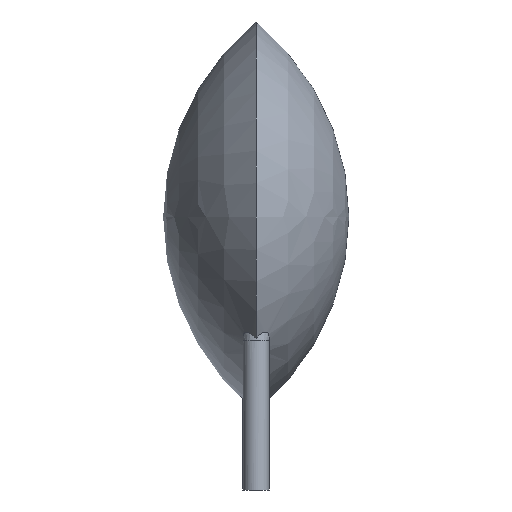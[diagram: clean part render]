
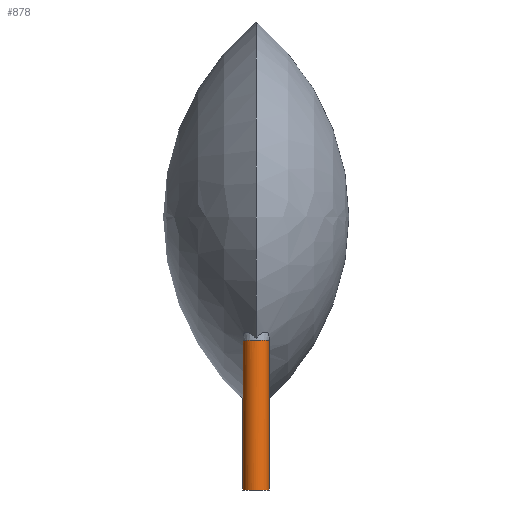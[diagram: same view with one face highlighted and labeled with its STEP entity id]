
A CAD part, left-side view. The second image highlights one B-rep face of the part: STEP entity #878.
In plain terms, the highlighted cylindrical face has radius 0.35 mm (diameter 0.7 mm), a full revolution.
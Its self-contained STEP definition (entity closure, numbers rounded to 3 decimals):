
#547 = VERTEX_POINT('',#548);
#548 = CARTESIAN_POINT('',(-3.672,-0.341,2.025));
#585 = EDGE_CURVE('',#547,#586,#588,.T.);
#586 = VERTEX_POINT('',#587);
#587 = CARTESIAN_POINT('',(-3.4,0.,1.35));
#588 = B_SPLINE_CURVE_WITH_KNOTS('',8,(#589,#590,#591,#592,#593,#594,
#595,#596,#597,#598,#599,#600,#601,#602,#603,#604),.UNSPECIFIED.,.F.
,.F.,(9,7,9),(0.,0.505,1.),.UNSPECIFIED.);
#589 = CARTESIAN_POINT('',(-3.672,-0.341,2.025));
#590 = CARTESIAN_POINT('',(-3.642,-0.334,
1.983));
#591 = CARTESIAN_POINT('',(-3.614,-0.325,
1.94));
#592 = CARTESIAN_POINT('',(-3.588,-0.313,
1.896));
#593 = CARTESIAN_POINT('',(-3.563,-0.299,
1.851));
#594 = CARTESIAN_POINT('',(-3.539,-0.282,
1.807));
#595 = CARTESIAN_POINT('',(-3.518,-0.264,
1.762));
#596 = CARTESIAN_POINT('',(-3.498,-0.244,
1.718));
#597 = CARTESIAN_POINT('',(-3.462,-0.2,1.631
));
#598 = CARTESIAN_POINT('',(-3.446,-0.177,
1.588));
#599 = CARTESIAN_POINT('',(-3.432,-0.152,
1.545));
#600 = CARTESIAN_POINT('',(-3.42,-0.125,1.504
));
#601 = CARTESIAN_POINT('',(-3.41,-0.096,
1.463));
#602 = CARTESIAN_POINT('',(-3.404,-0.065,
1.423));
#603 = CARTESIAN_POINT('',(-3.4,-0.033,1.385));
#604 = CARTESIAN_POINT('',(-3.4,0.,1.35));
#682 = EDGE_CURVE('',#586,#683,#685,.T.);
#683 = VERTEX_POINT('',#684);
#684 = CARTESIAN_POINT('',(-3.672,0.341,2.025));
#685 = B_SPLINE_CURVE_WITH_KNOTS('',8,(#686,#687,#688,#689,#690,#691,
#692,#693,#694,#695,#696,#697,#698,#699,#700,#701),.UNSPECIFIED.,.F.
,.F.,(9,7,9),(0.,0.508,1.),.UNSPECIFIED.);
#686 = CARTESIAN_POINT('',(-3.4,0.,1.35));
#687 = CARTESIAN_POINT('',(-3.4,0.034,1.386));
#688 = CARTESIAN_POINT('',(-3.404,0.067,
1.425));
#689 = CARTESIAN_POINT('',(-3.411,0.098,
1.466));
#690 = CARTESIAN_POINT('',(-3.421,0.128,1.508
));
#691 = CARTESIAN_POINT('',(-3.433,0.155,1.551
));
#692 = CARTESIAN_POINT('',(-3.448,0.181,1.595
));
#693 = CARTESIAN_POINT('',(-3.465,0.205,1.639
));
#694 = CARTESIAN_POINT('',(-3.501,0.248,1.726
));
#695 = CARTESIAN_POINT('',(-3.521,0.267,1.769
));
#696 = CARTESIAN_POINT('',(-3.542,0.285,1.813
));
#697 = CARTESIAN_POINT('',(-3.565,0.3,1.856
));
#698 = CARTESIAN_POINT('',(-3.59,0.314,1.899)
);
#699 = CARTESIAN_POINT('',(-3.616,0.325,1.942
));
#700 = CARTESIAN_POINT('',(-3.643,0.335,1.984)
);
#701 = CARTESIAN_POINT('',(-3.672,0.341,2.025));
#878 = ADVANCED_FACE('',(#879),#915,.T.);
#879 = FACE_BOUND('',#880,.F.);
#880 = EDGE_LOOP('',(#881,#890,#898,#905,#906,#907,#914));
#881 = ORIENTED_EDGE('',*,*,#882,.F.);
#882 = EDGE_CURVE('',#883,#883,#885,.T.);
#883 = VERTEX_POINT('',#884);
#884 = CARTESIAN_POINT('',(-3.75,-0.35,-2.));
#885 = CIRCLE('',#886,0.35);
#886 = AXIS2_PLACEMENT_3D('',#887,#888,#889);
#887 = CARTESIAN_POINT('',(-3.75,0.,-2.));
#888 = DIRECTION('',(-0.,0.,1.));
#889 = DIRECTION('',(0.,-1.,0.));
#890 = ORIENTED_EDGE('',*,*,#891,.T.);
#891 = EDGE_CURVE('',#883,#892,#894,.T.);
#892 = VERTEX_POINT('',#893);
#893 = CARTESIAN_POINT('',(-3.75,-0.35,2.025));
#894 = LINE('',#895,#896);
#895 = CARTESIAN_POINT('',(-3.75,-0.35,-2.));
#896 = VECTOR('',#897,1.);
#897 = DIRECTION('',(0.,0.,1.));
#898 = ORIENTED_EDGE('',*,*,#899,.T.);
#899 = EDGE_CURVE('',#892,#547,#900,.T.);
#900 = CIRCLE('',#901,0.35);
#901 = AXIS2_PLACEMENT_3D('',#902,#903,#904);
#902 = CARTESIAN_POINT('',(-3.75,0.,2.025));
#903 = DIRECTION('',(-0.,0.,1.));
#904 = DIRECTION('',(0.,-1.,0.));
#905 = ORIENTED_EDGE('',*,*,#585,.T.);
#906 = ORIENTED_EDGE('',*,*,#682,.T.);
#907 = ORIENTED_EDGE('',*,*,#908,.T.);
#908 = EDGE_CURVE('',#683,#892,#909,.T.);
#909 = CIRCLE('',#910,0.35);
#910 = AXIS2_PLACEMENT_3D('',#911,#912,#913);
#911 = CARTESIAN_POINT('',(-3.75,0.,2.025));
#912 = DIRECTION('',(-0.,0.,1.));
#913 = DIRECTION('',(0.,-1.,0.));
#914 = ORIENTED_EDGE('',*,*,#891,.F.);
#915 = CYLINDRICAL_SURFACE('',#916,0.35);
#916 = AXIS2_PLACEMENT_3D('',#917,#918,#919);
#917 = CARTESIAN_POINT('',(-3.75,0.,-2.));
#918 = DIRECTION('',(-0.,0.,-1.));
#919 = DIRECTION('',(0.,-1.,0.));
